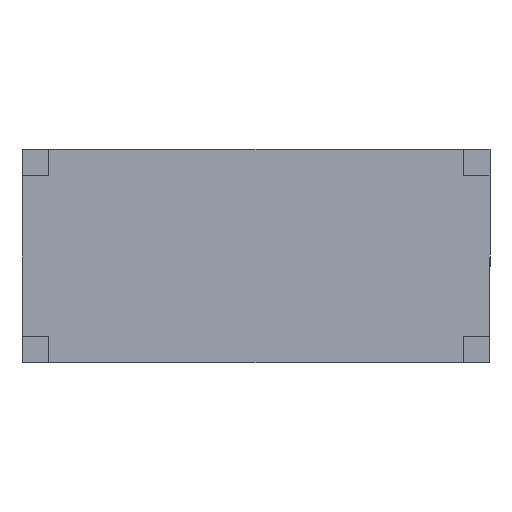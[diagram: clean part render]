
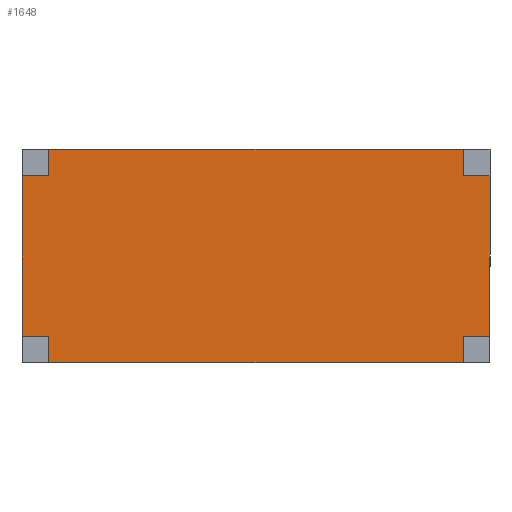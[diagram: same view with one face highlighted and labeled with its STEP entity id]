
A CAD part, front view. The second image highlights one B-rep face of the part: STEP entity #1648.
In plain terms, the highlighted planar face has unit normal (0, -1, 0).
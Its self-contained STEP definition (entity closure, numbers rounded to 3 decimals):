
#104=FACE_OUTER_BOUND('',#191,.T.);
#191=EDGE_LOOP('',(#1300,#1301,#1302,#1303,#1304,#1305,#1306,#1307,#1308,
#1309,#1310,#1311));
#233=LINE('',#2283,#453);
#236=LINE('',#2290,#456);
#239=LINE('',#2296,#459);
#248=LINE('',#2313,#468);
#286=LINE('',#2389,#506);
#295=LINE('',#2406,#515);
#300=LINE('',#2416,#520);
#303=LINE('',#2422,#523);
#309=LINE('',#2435,#529);
#357=LINE('',#2524,#577);
#369=LINE('',#2544,#589);
#370=LINE('',#2546,#590);
#453=VECTOR('',#1854,10.);
#456=VECTOR('',#1859,10.);
#459=VECTOR('',#1864,10.);
#468=VECTOR('',#1879,10.);
#506=VECTOR('',#1943,10.);
#515=VECTOR('',#1954,10.);
#520=VECTOR('',#1961,10.);
#523=VECTOR('',#1966,10.);
#529=VECTOR('',#1978,10.);
#577=VECTOR('',#2060,10.);
#589=VECTOR('',#2080,10.);
#590=VECTOR('',#2083,10.);
#673=VERTEX_POINT('',#2280);
#674=VERTEX_POINT('',#2282);
#676=VERTEX_POINT('',#2287);
#677=VERTEX_POINT('',#2289);
#679=VERTEX_POINT('',#2295);
#684=VERTEX_POINT('',#2311);
#715=VERTEX_POINT('',#2403);
#716=VERTEX_POINT('',#2405);
#718=VERTEX_POINT('',#2410);
#720=VERTEX_POINT('',#2414);
#722=VERTEX_POINT('',#2420);
#726=VERTEX_POINT('',#2434);
#821=EDGE_CURVE('',#673,#674,#233,.T.);
#824=EDGE_CURVE('',#676,#677,#236,.T.);
#827=EDGE_CURVE('',#674,#679,#239,.T.);
#836=EDGE_CURVE('',#684,#676,#248,.T.);
#874=EDGE_CURVE('',#679,#684,#286,.T.);
#883=EDGE_CURVE('',#716,#715,#295,.T.);
#888=EDGE_CURVE('',#718,#720,#300,.T.);
#891=EDGE_CURVE('',#715,#722,#303,.T.);
#897=EDGE_CURVE('',#726,#718,#309,.T.);
#945=EDGE_CURVE('',#716,#673,#357,.T.);
#957=EDGE_CURVE('',#720,#677,#369,.T.);
#958=EDGE_CURVE('',#722,#726,#370,.T.);
#1300=ORIENTED_EDGE('',*,*,#891,.T.);
#1301=ORIENTED_EDGE('',*,*,#958,.T.);
#1302=ORIENTED_EDGE('',*,*,#897,.T.);
#1303=ORIENTED_EDGE('',*,*,#888,.T.);
#1304=ORIENTED_EDGE('',*,*,#957,.T.);
#1305=ORIENTED_EDGE('',*,*,#824,.F.);
#1306=ORIENTED_EDGE('',*,*,#836,.F.);
#1307=ORIENTED_EDGE('',*,*,#874,.F.);
#1308=ORIENTED_EDGE('',*,*,#827,.F.);
#1309=ORIENTED_EDGE('',*,*,#821,.F.);
#1310=ORIENTED_EDGE('',*,*,#945,.F.);
#1311=ORIENTED_EDGE('',*,*,#883,.T.);
#1573=PLANE('',#1790);
#1648=ADVANCED_FACE('',(#104),#1573,.T.);
#1790=AXIS2_PLACEMENT_3D('',#2545,#2081,#2082);
#1854=DIRECTION('',(1.,0.,0.));
#1859=DIRECTION('',(1.,0.,0.));
#1864=DIRECTION('',(0.,0.,1.));
#1879=DIRECTION('',(0.,0.,-1.));
#1943=DIRECTION('',(1.,0.,0.));
#1954=DIRECTION('',(1.,0.,0.));
#1961=DIRECTION('',(1.,0.,0.));
#1966=DIRECTION('',(0.,0.,-1.));
#1978=DIRECTION('',(0.,0.,1.));
#2060=DIRECTION('',(0.,0.,1.));
#2080=DIRECTION('',(0.,0.,1.));
#2081=DIRECTION('center_axis',(0.,-1.,0.));
#2082=DIRECTION('ref_axis',(1.,0.,0.));
#2083=DIRECTION('',(1.,0.,0.));
#2280=CARTESIAN_POINT('',(0.,0.,2800.));
#2282=CARTESIAN_POINT('',(400.,0.,2800.));
#2283=CARTESIAN_POINT('',(400.,0.,2800.));
#2287=CARTESIAN_POINT('',(6600.,0.,2800.));
#2289=CARTESIAN_POINT('',(7000.,0.,2800.));
#2290=CARTESIAN_POINT('',(7000.,0.,2800.));
#2295=CARTESIAN_POINT('',(400.,0.,3200.));
#2296=CARTESIAN_POINT('',(400.,0.,3200.));
#2311=CARTESIAN_POINT('',(6600.,0.,3200.));
#2313=CARTESIAN_POINT('',(6600.,0.,2400.));
#2389=CARTESIAN_POINT('',(0.,0.,3200.));
#2403=CARTESIAN_POINT('',(400.,0.,400.));
#2405=CARTESIAN_POINT('',(0.,0.,400.));
#2406=CARTESIAN_POINT('',(400.,0.,400.));
#2410=CARTESIAN_POINT('',(6600.,0.,400.));
#2414=CARTESIAN_POINT('',(7000.,0.,400.));
#2416=CARTESIAN_POINT('',(7000.,0.,400.));
#2420=CARTESIAN_POINT('',(400.,0.,0.));
#2422=CARTESIAN_POINT('',(400.,0.,0.));
#2434=CARTESIAN_POINT('',(6600.,0.,0.));
#2435=CARTESIAN_POINT('',(6600.,0.,800.));
#2524=CARTESIAN_POINT('',(0.,0.,800.));
#2544=CARTESIAN_POINT('',(7000.,0.,2400.));
#2545=CARTESIAN_POINT('Origin',(0.,0.,0.));
#2546=CARTESIAN_POINT('',(0.,0.,0.));
